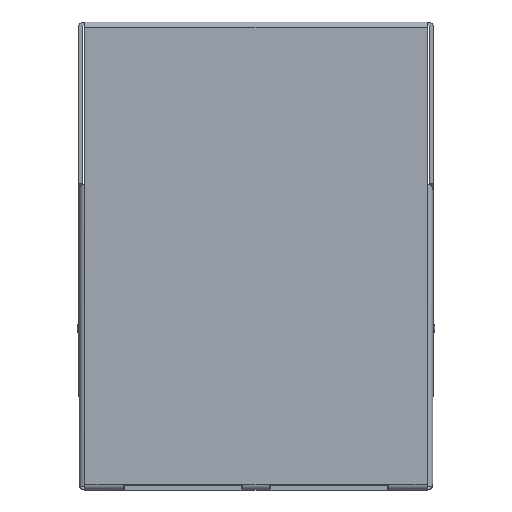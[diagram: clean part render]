
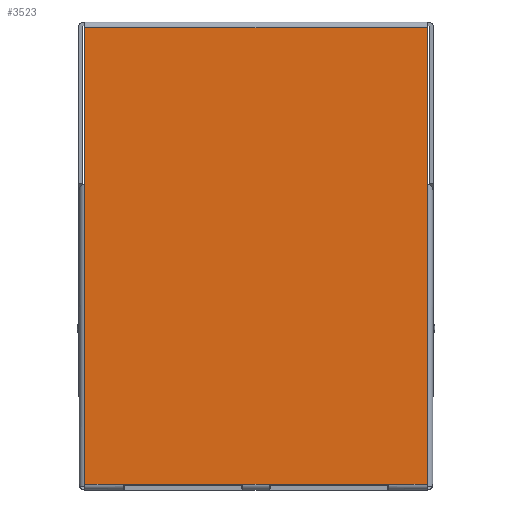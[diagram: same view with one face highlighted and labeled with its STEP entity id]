
A CAD part, front view. The second image highlights one B-rep face of the part: STEP entity #3523.
In plain terms, the highlighted planar face has unit normal (0, -1, 0).
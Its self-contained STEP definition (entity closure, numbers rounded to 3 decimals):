
#125=DIRECTION('',(-1.,0.,0.));
#126=VECTOR('',#125,1.3);
#127=CARTESIAN_POINT('',(0.65,-12.9,-20.55));
#128=LINE('',#127,#126);
#129=DIRECTION('',(-1.,0.,0.));
#130=VECTOR('',#129,5.28);
#131=CARTESIAN_POINT('',(5.93,-12.9,-20.55));
#132=LINE('',#131,#130);
#133=DIRECTION('',(1.,0.,0.));
#134=VECTOR('',#133,5.28);
#135=CARTESIAN_POINT('',(-5.93,-12.9,-20.55));
#136=LINE('',#135,#134);
#145=DIRECTION('',(1.,0.,0.));
#146=VECTOR('',#145,1.79);
#147=CARTESIAN_POINT('',(-7.72,-12.9,-20.55));
#148=LINE('',#147,#146);
#246=DIRECTION('',(1.,0.,0.));
#247=VECTOR('',#246,1.79);
#248=CARTESIAN_POINT('',(5.93,-12.9,-20.55));
#249=LINE('',#248,#247);
#299=DIRECTION('',(0.,0.,1.));
#300=VECTOR('',#299,13.527);
#301=CARTESIAN_POINT('',(7.72,-12.9,-20.55));
#302=LINE('',#301,#300);
#393=DIRECTION('',(0.,0.,1.));
#394=VECTOR('',#393,7.073);
#395=CARTESIAN_POINT('',(7.72,-12.9,-7.023));
#396=LINE('',#395,#394);
#397=DIRECTION('',(-1.,0.,0.));
#398=VECTOR('',#397,15.44);
#399=CARTESIAN_POINT('',(7.72,-12.9,0.05));
#400=LINE('',#399,#398);
#406=DIRECTION('',(0.,0.,-1.));
#407=VECTOR('',#406,7.073);
#408=CARTESIAN_POINT('',(-7.72,-12.9,0.05));
#409=LINE('',#408,#407);
#478=DIRECTION('',(0.,0.,-1.));
#479=VECTOR('',#478,13.527);
#480=CARTESIAN_POINT('',(-7.72,-12.9,-7.023));
#481=LINE('',#480,#479);
#2498=CARTESIAN_POINT('',(-0.65,-12.9,-20.55));
#2528=VERTEX_POINT('',#2498);
#2530=CARTESIAN_POINT('',(0.65,-12.9,-20.55));
#2531=VERTEX_POINT('',#2530);
#2565=CARTESIAN_POINT('',(5.93,-12.9,-20.55));
#2566=VERTEX_POINT('',#2565);
#2567=CARTESIAN_POINT('',(-5.93,-12.9,-20.55));
#2568=VERTEX_POINT('',#2567);
#2571=CARTESIAN_POINT('',(-7.72,-12.9,-20.55));
#2572=VERTEX_POINT('',#2571);
#2618=CARTESIAN_POINT('',(7.72,-12.9,-20.55));
#2619=VERTEX_POINT('',#2618);
#2622=CARTESIAN_POINT('',(7.72,-12.9,-7.023));
#2623=VERTEX_POINT('',#2622);
#2642=CARTESIAN_POINT('',(7.72,-12.9,0.05));
#2644=VERTEX_POINT('',#2642);
#2648=CARTESIAN_POINT('',(-7.72,-12.9,0.05));
#2649=VERTEX_POINT('',#2648);
#2652=CARTESIAN_POINT('',(-7.72,-12.9,-7.023));
#2653=VERTEX_POINT('',#2652);
#3498=CARTESIAN_POINT('',(0.,-12.9,-10.25));
#3499=DIRECTION('',(0.,1.,0.));
#3500=DIRECTION('',(0.,0.,-1.));
#3501=AXIS2_PLACEMENT_3D('',#3498,#3499,#3500);
#3502=PLANE('',#3501);
#3503=ORIENTED_EDGE('',*,*,#3298,.T.);
#3505=ORIENTED_EDGE('',*,*,#3504,.F.);
#3507=ORIENTED_EDGE('',*,*,#3506,.F.);
#3509=ORIENTED_EDGE('',*,*,#3508,.F.);
#3511=ORIENTED_EDGE('',*,*,#3510,.F.);
#3513=ORIENTED_EDGE('',*,*,#3512,.F.);
#3515=ORIENTED_EDGE('',*,*,#3514,.F.);
#3517=ORIENTED_EDGE('',*,*,#3516,.F.);
#3519=ORIENTED_EDGE('',*,*,#3518,.F.);
#3520=ORIENTED_EDGE('',*,*,#3478,.T.);
#3521=EDGE_LOOP('',(#3503,#3505,#3507,#3509,#3511,#3513,#3515,#3517,#3519,
#3520));
#3522=FACE_OUTER_BOUND('',#3521,.F.);
#3523=ADVANCED_FACE('',(#3522),#3502,.F.);
#3298=EDGE_CURVE('',#2531,#2528,#128,.T.);
#3478=EDGE_CURVE('',#2566,#2531,#132,.T.);
#3504=EDGE_CURVE('',#2568,#2528,#136,.T.);
#3506=EDGE_CURVE('',#2572,#2568,#148,.T.);
#3508=EDGE_CURVE('',#2653,#2572,#481,.T.);
#3510=EDGE_CURVE('',#2649,#2653,#409,.T.);
#3512=EDGE_CURVE('',#2644,#2649,#400,.T.);
#3514=EDGE_CURVE('',#2623,#2644,#396,.T.);
#3516=EDGE_CURVE('',#2619,#2623,#302,.T.);
#3518=EDGE_CURVE('',#2566,#2619,#249,.T.);
